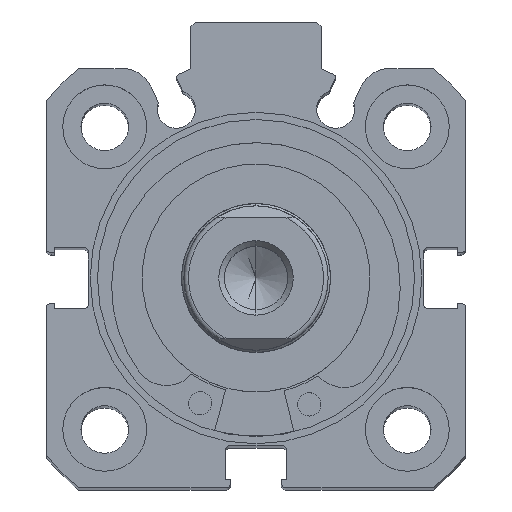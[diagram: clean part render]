
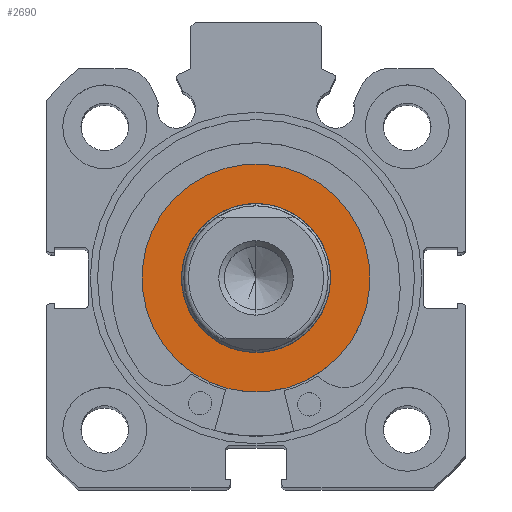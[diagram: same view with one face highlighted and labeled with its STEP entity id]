
A CAD part, top view. The second image highlights one B-rep face of the part: STEP entity #2690.
In plain terms, the highlighted face is planar.
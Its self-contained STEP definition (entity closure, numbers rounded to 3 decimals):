
#121 = VERTEX_POINT ( 'NONE', #474 ) ;
#205 = VERTEX_POINT ( 'NONE', #558 ) ;
#234 = VERTEX_POINT ( 'NONE', #587 ) ;
#253 = VERTEX_POINT ( 'NONE', #606 ) ;
#474 = CARTESIAN_POINT ( 'NONE',  ( 0., 0., -8. ) ) ;
#558 = CARTESIAN_POINT ( 'NONE',  ( 0., 0., 8. ) ) ;
#587 = CARTESIAN_POINT ( 'NONE',  ( 0., 0., -12.25 ) ) ;
#606 = CARTESIAN_POINT ( 'NONE',  ( 0., 0., 12.25 ) ) ;
#2098 = FACE_BOUND ( 'NONE', #7081, .T. ) ;
#2109 = FACE_OUTER_BOUND ( 'NONE', #7033, .T. ) ;
#2690 = ADVANCED_FACE ( 'NONE', ( #2098, #2109 ), #2757, .F. ) ;
#2756 = CARTESIAN_POINT ( 'NONE',  ( 0., 12.25, 0. ) ) ;
#2757 = PLANE ( 'NONE',  #6751 ) ;
#2758 = DIRECTION ( 'NONE',  ( 1., 0., 0. ) ) ;
#2759 = DIRECTION ( 'NONE',  ( 0., 0., -1. ) ) ;
#4369 = CIRCLE ( 'NONE', #5291, 12.25 ) ;
#4381 = CIRCLE ( 'NONE', #5298, 8. ) ;
#4401 = CIRCLE ( 'NONE', #5313, 12.25 ) ;
#4404 = CIRCLE ( 'NONE', #5315, 8. ) ;
#4839 = CARTESIAN_POINT ( 'NONE',  ( 0., 0., 0. ) ) ;
#4855 = DIRECTION ( 'NONE',  ( -1., 0., 0. ) ) ;
#4856 = DIRECTION ( 'NONE',  ( 0., 0., 1. ) ) ;
#4878 = CARTESIAN_POINT ( 'NONE',  ( 0., 0., 0. ) ) ;
#4879 = DIRECTION ( 'NONE',  ( -1., 0., 0. ) ) ;
#4880 = DIRECTION ( 'NONE',  ( 0., 0., 1. ) ) ;
#4914 = CARTESIAN_POINT ( 'NONE',  ( 0., 0., 0. ) ) ;
#4920 = CARTESIAN_POINT ( 'NONE',  ( 0., 0., 0. ) ) ;
#4921 = DIRECTION ( 'NONE',  ( -1., 0., 0. ) ) ;
#4922 = DIRECTION ( 'NONE',  ( 0., 0., 1. ) ) ;
#4925 = DIRECTION ( 'NONE',  ( -1., 0., 0. ) ) ;
#4926 = DIRECTION ( 'NONE',  ( 0., 0., 1. ) ) ;
#5291 = AXIS2_PLACEMENT_3D ( 'NONE', #4839, #4855, #4856 ) ;
#5298 = AXIS2_PLACEMENT_3D ( 'NONE', #4878, #4879, #4880 ) ;
#5313 = AXIS2_PLACEMENT_3D ( 'NONE', #4914, #4921, #4922 ) ;
#5315 = AXIS2_PLACEMENT_3D ( 'NONE', #4920, #4925, #4926 ) ;
#5477 = ORIENTED_EDGE ( 'NONE', *, *, #6515, .F. ) ;
#5478 = ORIENTED_EDGE ( 'NONE', *, *, #6497, .F. ) ;
#5479 = ORIENTED_EDGE ( 'NONE', *, *, #6489, .T. ) ;
#5480 = ORIENTED_EDGE ( 'NONE', *, *, #6513, .T. ) ;
#6489 = EDGE_CURVE ( 'NONE', #253, #234, #4369, .T. ) ;
#6497 = EDGE_CURVE ( 'NONE', #121, #205, #4381, .T. ) ;
#6513 = EDGE_CURVE ( 'NONE', #234, #253, #4401, .T. ) ;
#6515 = EDGE_CURVE ( 'NONE', #205, #121, #4404, .T. ) ;
#6751 = AXIS2_PLACEMENT_3D ( 'NONE', #2756, #2758, #2759 ) ;
#7033 = EDGE_LOOP ( 'NONE', ( #5479, #5480 ) ) ;
#7081 = EDGE_LOOP ( 'NONE', ( #5477, #5478 ) ) ;
